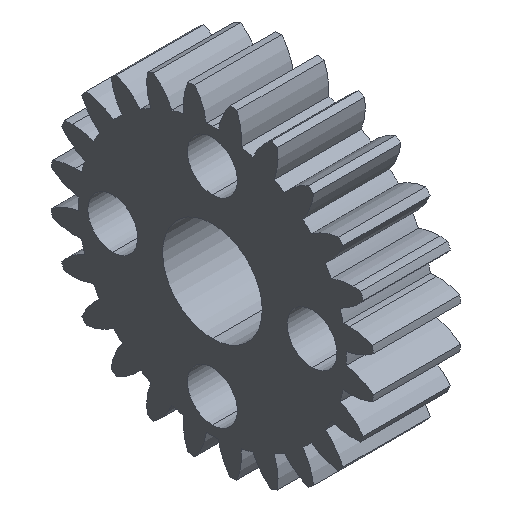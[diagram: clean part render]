
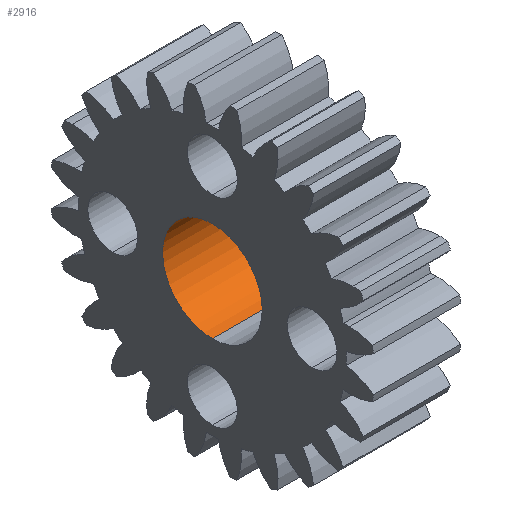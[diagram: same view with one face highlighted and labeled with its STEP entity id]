
A CAD part, isometric view. The second image highlights one B-rep face of the part: STEP entity #2916.
In plain terms, the highlighted cylindrical face has radius 4 mm (diameter 8 mm), a partial arc.
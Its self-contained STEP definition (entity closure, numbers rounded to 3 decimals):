
#102 = DIRECTION ( 'NONE',  ( -1., 0., 0. ) ) ;
#125 = DIRECTION ( 'NONE',  ( -1., 0., 0. ) ) ;
#288 = AXIS2_PLACEMENT_3D ( 'NONE', #1529, #1209, #3632 ) ;
#419 = VERTEX_POINT ( 'NONE', #3227 ) ;
#427 = DIRECTION ( 'NONE',  ( 0., 0., 1. ) ) ;
#735 = VERTEX_POINT ( 'NONE', #2678 ) ;
#756 = AXIS2_PLACEMENT_3D ( 'NONE', #784, #125, #1909 ) ;
#784 = CARTESIAN_POINT ( 'NONE',  ( 50., 0., 0. ) ) ;
#812 = ORIENTED_EDGE ( 'NONE', *, *, #942, .F. ) ;
#898 = VECTOR ( 'NONE', #2769, 1000. ) ;
#920 = LINE ( 'NONE', #1539, #898 ) ;
#942 = EDGE_CURVE ( 'NONE', #2395, #419, #920, .T. ) ;
#965 = EDGE_CURVE ( 'NONE', #735, #419, #3602, .T. ) ;
#1031 = CARTESIAN_POINT ( 'NONE',  ( 7., 0., 4. ) ) ;
#1209 = DIRECTION ( 'NONE',  ( -1., 0., 0. ) ) ;
#1215 = AXIS2_PLACEMENT_3D ( 'NONE', #1316, #2803, #427 ) ;
#1316 = CARTESIAN_POINT ( 'NONE',  ( 0., 0., 0. ) ) ;
#1527 = VECTOR ( 'NONE', #102, 1000. ) ;
#1529 = CARTESIAN_POINT ( 'NONE',  ( 7., 0., 0. ) ) ;
#1539 = CARTESIAN_POINT ( 'NONE',  ( 50., 0., -4. ) ) ;
#1716 = ORIENTED_EDGE ( 'NONE', *, *, #965, .T. ) ;
#1750 = CIRCLE ( 'NONE', #288, 4. ) ;
#1909 = DIRECTION ( 'NONE',  ( 0., 0., 1. ) ) ;
#1912 = EDGE_CURVE ( 'NONE', #2469, #2395, #1750, .T. ) ;
#1950 = CARTESIAN_POINT ( 'NONE',  ( 7., 0., -4. ) ) ;
#1974 = FACE_OUTER_BOUND ( 'NONE', #2263, .T. ) ;
#2230 = ORIENTED_EDGE ( 'NONE', *, *, #1912, .F. ) ;
#2263 = EDGE_LOOP ( 'NONE', ( #812, #2230, #2516, #1716 ) ) ;
#2395 = VERTEX_POINT ( 'NONE', #1950 ) ;
#2469 = VERTEX_POINT ( 'NONE', #1031 ) ;
#2516 = ORIENTED_EDGE ( 'NONE', *, *, #2886, .T. ) ;
#2540 = CYLINDRICAL_SURFACE ( 'NONE', #756, 4. ) ;
#2678 = CARTESIAN_POINT ( 'NONE',  ( 0., 0., 4. ) ) ;
#2769 = DIRECTION ( 'NONE',  ( -1., 0., 0. ) ) ;
#2803 = DIRECTION ( 'NONE',  ( -1., 0., 0. ) ) ;
#2868 = CARTESIAN_POINT ( 'NONE',  ( 50., 0., 4. ) ) ;
#2886 = EDGE_CURVE ( 'NONE', #2469, #735, #3834, .T. ) ;
#2916 = ADVANCED_FACE ( 'NONE', ( #1974 ), #2540, .F. ) ;
#3227 = CARTESIAN_POINT ( 'NONE',  ( 0., 0., -4. ) ) ;
#3602 = CIRCLE ( 'NONE', #1215, 4. ) ;
#3632 = DIRECTION ( 'NONE',  ( 0., 0., 1. ) ) ;
#3834 = LINE ( 'NONE', #2868, #1527 ) ;
